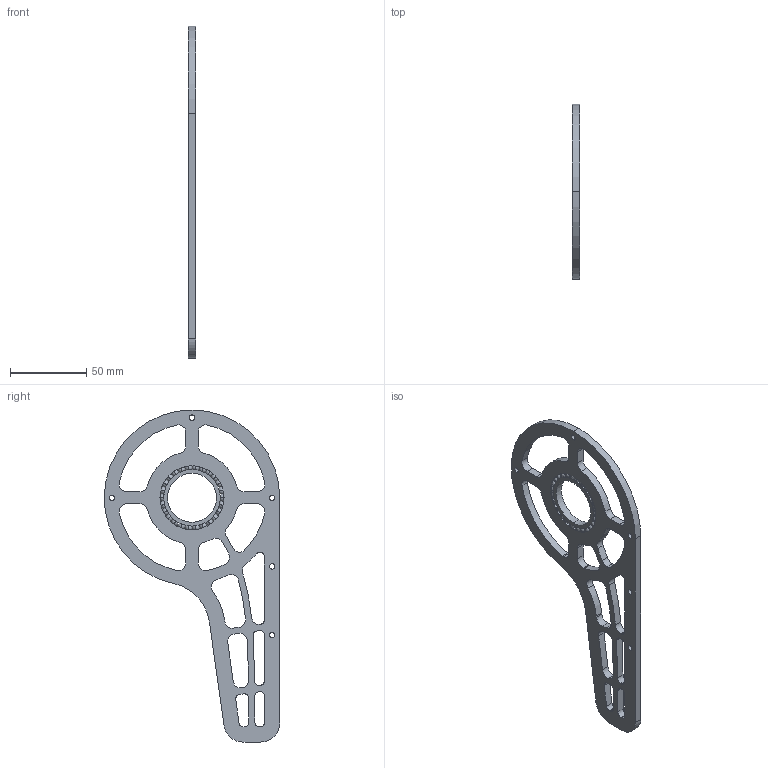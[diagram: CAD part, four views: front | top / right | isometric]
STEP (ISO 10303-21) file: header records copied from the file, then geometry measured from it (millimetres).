
FILE_DESCRIPTION (( 'STEP AP214' ), '1' );
FILE_NAME ('Spool Mount Left Ex.STEP', '2025-03-08T10:29:07', ( '' ), ( '' ), 'SwSTEP 2.0', 'SolidWorks 2022', '' );
FILE_SCHEMA (( 'AUTOMOTIVE_DESIGN' ));
Length unit declared in the file: millimetre
Products named in the file (1): Spool Mount Left Ex
Bounding box: 5 x 114.99 x 217.5 mm (x, y, z)
Volume: 43383 mm3; surface area: 29210.9 mm2
Topology: 28 solids, 28 shells, 190 faces, 568 edges, 382 vertices
Faces by surface type: cylinder 87, sphere 52, plane 31, bspline 8, torus 6, cone 6
Entity records: 6003 total; most frequent: CARTESIAN_POINT 1093, DIRECTION 1028, ORIENTED_EDGE 876, EDGE_CURVE 438, AXIS2_PLACEMENT_3D 423, VERTEX_POINT 304, CIRCLE 240, EDGE_LOOP 226
